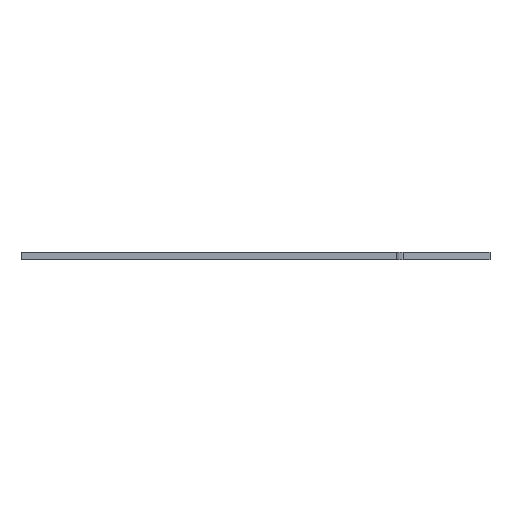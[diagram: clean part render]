
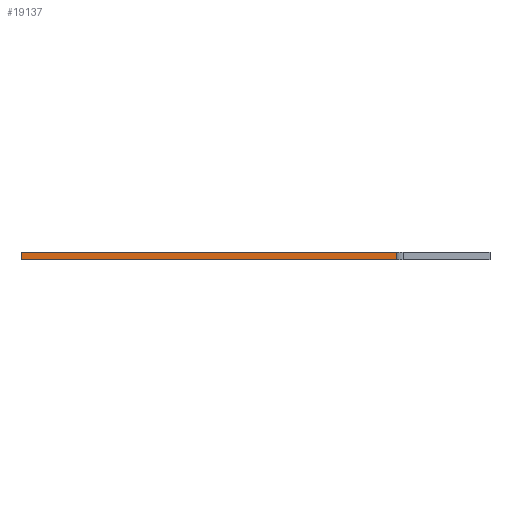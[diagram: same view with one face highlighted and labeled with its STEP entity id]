
A CAD part, left-side view. The second image highlights one B-rep face of the part: STEP entity #19137.
In plain terms, the highlighted planar face has unit normal (-1, 0, 0).
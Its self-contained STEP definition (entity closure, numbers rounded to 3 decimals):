
#55 = PLANE('',#56);
#56 = AXIS2_PLACEMENT_3D('',#57,#58,#59);
#57 = CARTESIAN_POINT('',(19.046,-28.575,0.));
#58 = DIRECTION('',(0.,1.,0.));
#59 = DIRECTION('',(1.,0.,0.));
#83 = PLANE('',#84);
#84 = AXIS2_PLACEMENT_3D('',#85,#86,#87);
#85 = CARTESIAN_POINT('',(79.088,-71.934,1.6));
#86 = DIRECTION('',(-0.,-0.,-1.));
#87 = DIRECTION('',(-1.,0.,0.));
#137 = PLANE('',#138);
#138 = AXIS2_PLACEMENT_3D('',#139,#140,#141);
#139 = CARTESIAN_POINT('',(79.088,-71.934,0.));
#140 = DIRECTION('',(-0.,-0.,-1.));
#141 = DIRECTION('',(-1.,0.,0.));
#152 = EDGE_CURVE('',#153,#155,#157,.T.);
#153 = VERTEX_POINT('',#154);
#154 = CARTESIAN_POINT('',(19.046,-28.575,0.));
#155 = VERTEX_POINT('',#156);
#156 = CARTESIAN_POINT('',(19.046,-28.575,1.6));
#157 = SURFACE_CURVE('',#158,(#162,#169),.PCURVE_S1.);
#158 = LINE('',#159,#160);
#159 = CARTESIAN_POINT('',(19.046,-28.575,0.));
#160 = VECTOR('',#161,1.);
#161 = DIRECTION('',(0.,0.,1.));
#162 = PCURVE('',#55,#163);
#163 = DEFINITIONAL_REPRESENTATION('',(#164),#168);
#164 = LINE('',#165,#166);
#165 = CARTESIAN_POINT('',(0.,0.));
#166 = VECTOR('',#167,1.);
#167 = DIRECTION('',(0.,-1.));
#168 = ( GEOMETRIC_REPRESENTATION_CONTEXT(2) 
PARAMETRIC_REPRESENTATION_CONTEXT() REPRESENTATION_CONTEXT('2D SPACE',''
  ) );
#169 = PCURVE('',#170,#175);
#170 = PLANE('',#171);
#171 = AXIS2_PLACEMENT_3D('',#172,#173,#174);
#172 = CARTESIAN_POINT('',(19.046,-104.774,0.));
#173 = DIRECTION('',(-1.,0.,0.));
#174 = DIRECTION('',(0.,1.,0.));
#175 = DEFINITIONAL_REPRESENTATION('',(#176),#180);
#176 = LINE('',#177,#178);
#177 = CARTESIAN_POINT('',(76.199,0.));
#178 = VECTOR('',#179,1.);
#179 = DIRECTION('',(0.,-1.));
#180 = ( GEOMETRIC_REPRESENTATION_CONTEXT(2) 
PARAMETRIC_REPRESENTATION_CONTEXT() REPRESENTATION_CONTEXT('2D SPACE',''
  ) );
#363 = VERTEX_POINT('',#364);
#364 = CARTESIAN_POINT('',(19.046,-104.774,0.));
#378 = PLANE('',#379);
#379 = AXIS2_PLACEMENT_3D('',#380,#381,#382);
#380 = CARTESIAN_POINT('',(76.263,-104.774,0.));
#381 = DIRECTION('',(0.,-1.,0.));
#382 = DIRECTION('',(-1.,0.,0.));
#390 = EDGE_CURVE('',#363,#153,#391,.T.);
#391 = SURFACE_CURVE('',#392,(#396,#403),.PCURVE_S1.);
#392 = LINE('',#393,#394);
#393 = CARTESIAN_POINT('',(19.046,-104.774,0.));
#394 = VECTOR('',#395,1.);
#395 = DIRECTION('',(0.,1.,0.));
#396 = PCURVE('',#137,#397);
#397 = DEFINITIONAL_REPRESENTATION('',(#398),#402);
#398 = LINE('',#399,#400);
#399 = CARTESIAN_POINT('',(60.042,-32.84));
#400 = VECTOR('',#401,1.);
#401 = DIRECTION('',(0.,1.));
#402 = ( GEOMETRIC_REPRESENTATION_CONTEXT(2) 
PARAMETRIC_REPRESENTATION_CONTEXT() REPRESENTATION_CONTEXT('2D SPACE',''
  ) );
#403 = PCURVE('',#170,#404);
#404 = DEFINITIONAL_REPRESENTATION('',(#405),#409);
#405 = LINE('',#406,#407);
#406 = CARTESIAN_POINT('',(0.,0.));
#407 = VECTOR('',#408,1.);
#408 = DIRECTION('',(1.,0.));
#409 = ( GEOMETRIC_REPRESENTATION_CONTEXT(2) 
PARAMETRIC_REPRESENTATION_CONTEXT() REPRESENTATION_CONTEXT('2D SPACE',''
  ) );
#10504 = VERTEX_POINT('',#10505);
#10505 = CARTESIAN_POINT('',(19.046,-104.774,1.6));
#10526 = EDGE_CURVE('',#10504,#155,#10527,.T.);
#10527 = SURFACE_CURVE('',#10528,(#10532,#10539),.PCURVE_S1.);
#10528 = LINE('',#10529,#10530);
#10529 = CARTESIAN_POINT('',(19.046,-104.774,1.6));
#10530 = VECTOR('',#10531,1.);
#10531 = DIRECTION('',(0.,1.,0.));
#10532 = PCURVE('',#83,#10533);
#10533 = DEFINITIONAL_REPRESENTATION('',(#10534),#10538);
#10534 = LINE('',#10535,#10536);
#10535 = CARTESIAN_POINT('',(60.042,-32.84));
#10536 = VECTOR('',#10537,1.);
#10537 = DIRECTION('',(0.,1.));
#10538 = ( GEOMETRIC_REPRESENTATION_CONTEXT(2) 
PARAMETRIC_REPRESENTATION_CONTEXT() REPRESENTATION_CONTEXT('2D SPACE',''
  ) );
#10539 = PCURVE('',#170,#10540);
#10540 = DEFINITIONAL_REPRESENTATION('',(#10541),#10545);
#10541 = LINE('',#10542,#10543);
#10542 = CARTESIAN_POINT('',(0.,-1.6));
#10543 = VECTOR('',#10544,1.);
#10544 = DIRECTION('',(1.,0.));
#10545 = ( GEOMETRIC_REPRESENTATION_CONTEXT(2) 
PARAMETRIC_REPRESENTATION_CONTEXT() REPRESENTATION_CONTEXT('2D SPACE',''
  ) );
#19137 = ADVANCED_FACE('',(#19138),#170,.T.);
#19138 = FACE_BOUND('',#19139,.T.);
#19139 = EDGE_LOOP('',(#19140,#19161,#19162,#19163));
#19140 = ORIENTED_EDGE('',*,*,#19141,.T.);
#19141 = EDGE_CURVE('',#363,#10504,#19142,.T.);
#19142 = SURFACE_CURVE('',#19143,(#19147,#19154),.PCURVE_S1.);
#19143 = LINE('',#19144,#19145);
#19144 = CARTESIAN_POINT('',(19.046,-104.774,0.));
#19145 = VECTOR('',#19146,1.);
#19146 = DIRECTION('',(0.,0.,1.));
#19147 = PCURVE('',#170,#19148);
#19148 = DEFINITIONAL_REPRESENTATION('',(#19149),#19153);
#19149 = LINE('',#19150,#19151);
#19150 = CARTESIAN_POINT('',(0.,0.));
#19151 = VECTOR('',#19152,1.);
#19152 = DIRECTION('',(0.,-1.));
#19153 = ( GEOMETRIC_REPRESENTATION_CONTEXT(2) 
PARAMETRIC_REPRESENTATION_CONTEXT() REPRESENTATION_CONTEXT('2D SPACE',''
  ) );
#19154 = PCURVE('',#378,#19155);
#19155 = DEFINITIONAL_REPRESENTATION('',(#19156),#19160);
#19156 = LINE('',#19157,#19158);
#19157 = CARTESIAN_POINT('',(57.217,0.));
#19158 = VECTOR('',#19159,1.);
#19159 = DIRECTION('',(0.,-1.));
#19160 = ( GEOMETRIC_REPRESENTATION_CONTEXT(2) 
PARAMETRIC_REPRESENTATION_CONTEXT() REPRESENTATION_CONTEXT('2D SPACE',''
  ) );
#19161 = ORIENTED_EDGE('',*,*,#10526,.T.);
#19162 = ORIENTED_EDGE('',*,*,#152,.F.);
#19163 = ORIENTED_EDGE('',*,*,#390,.F.);
